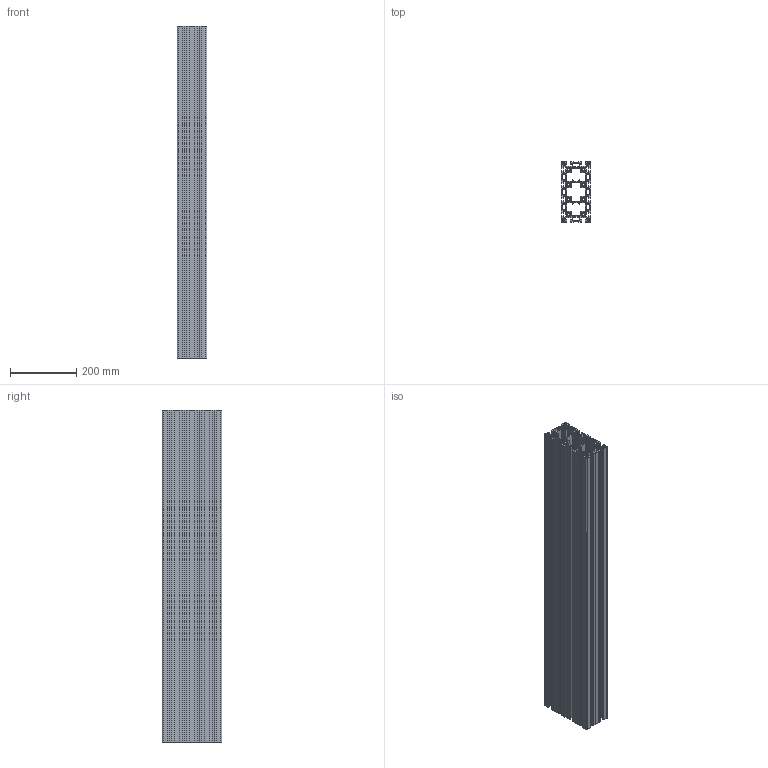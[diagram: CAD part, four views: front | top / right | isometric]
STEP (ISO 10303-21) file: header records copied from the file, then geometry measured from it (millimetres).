
FILE_DESCRIPTION (( 'STEP AP203' ), '1' );
FILE_NAME ('90 X 180 A SÝGMA PRF-2014.STEP', '2014-02-10T14:01:53', ( '' ), ( '' ), 'SwSTEP 2.0', 'SolidWorks 2013', '' );
FILE_SCHEMA (( 'CONFIG_CONTROL_DESIGN' ));
Length unit declared in the file: millimetre
Products named in the file (1): 90 X 180 A SÝGMA PRF-2014
Bounding box: 90 x 180 x 1000 mm (x, y, z)
Volume: 4682710.6 mm3; surface area: 2838205 mm2
Topology: 1 solids, 1 shells, 1084 faces, 3246 edges, 2164 vertices
Faces by surface type: plane 582, cylinder 502
Entity records: 36903 total; most frequent: CARTESIAN_POINT 6495, ORIENTED_EDGE 6492, DIRECTION 6420, EDGE_CURVE 3246, LINE 2242, VECTOR 2242, VERTEX_POINT 2164, AXIS2_PLACEMENT_3D 2089
